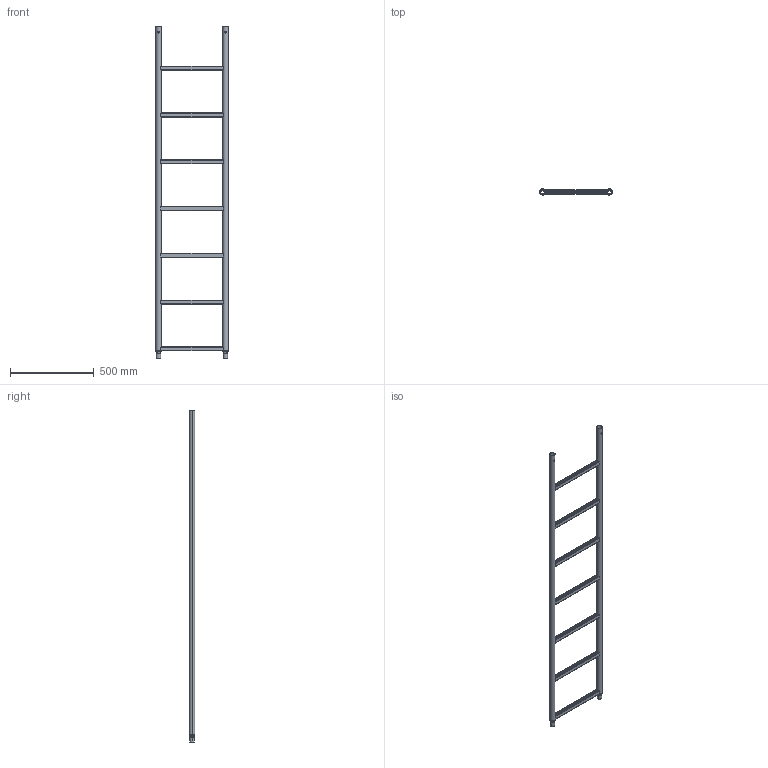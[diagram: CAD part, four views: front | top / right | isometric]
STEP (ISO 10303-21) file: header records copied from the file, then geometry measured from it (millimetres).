
FILE_DESCRIPTION (( 'STEP AP203' ), '1' );
FILE_NAME ('9289000007.STEP', '2024-04-24T12:03:13', ( '' ), ( '' ), 'SwSTEP 2.0', 'SolidWorks 2022', '' );
FILE_SCHEMA (( 'CONFIG_CONTROL_DESIGN' ));
Length unit declared in the file: metre
Products named in the file (1): 9289000007
Bounding box: 433.7 x 33.7 x 1987 mm (x, y, z)
Volume: 1362707.6 mm3; surface area: 1253809.9 mm2
Topology: 9 solids, 9 shells, 478 faces, 1314 edges, 840 vertices
Faces by surface type: plane 340, cylinder 122, torus 8, cone 8
Entity records: 15475 total; most frequent: CARTESIAN_POINT 4217, ORIENTED_EDGE 2628, DIRECTION 2024, EDGE_CURVE 1314, VECTOR 858, LINE 858, VERTEX_POINT 840, AXIS2_PLACEMENT_3D 583
